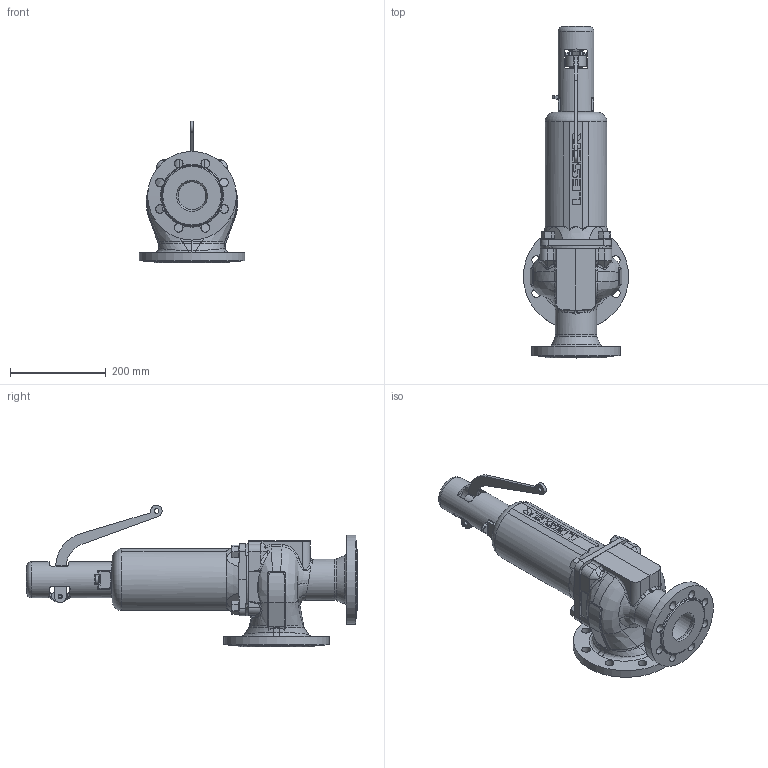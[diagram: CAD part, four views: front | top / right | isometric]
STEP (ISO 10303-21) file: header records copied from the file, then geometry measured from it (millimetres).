
FILE_DESCRIPTION(/* description */ (''),/* implementation_level */ '2;1');
FILE_NAME(/* name */ 'AT4539-441_106488.step',/* time_stamp */ '2025-08-06T16:17:07+02:00',/* author */ (''),/* organization */ (''),/* preprocessor_version */ 'ST-DEVELOPER v20.1',/* originating_system */ 'Autodesk Translation Framework v14.10.0.0',/* authorisation */ '');
FILE_SCHEMA (('AUTOMOTIVE_DESIGN { 1 0 10303 214 3 1 1 }'));
Products named in the file (8): 10000570097_G3D_000_ASM; 10000498857_G3D_000; 10000459095_G3D_000; 10000458128_G3D_000_ASM; 10000458129_G3D_000; 10000458130_G3D_000; 10000458131_G3D_000; 10000459096_G3D_000
Assembly tree (10 placements, depth 3):
  10000570097_G3D_000_ASM
    10000498857_G3D_000
    10000459095_G3D_000
    10000459096_G3D_000  x4
    10000458128_G3D_000_ASM
      10000458129_G3D_000
      10000458130_G3D_000
      10000458131_G3D_000
Bounding box: 220 x 693 x 295.6 mm (x, y, z)
Volume: 6538352.7 mm3; surface area: 645348.8 mm2
Topology: 9 solids, 9 shells, 771 faces, 1982 edges, 1228 vertices
Faces by surface type: plane 238, bspline 219, cylinder 177, cone 102, torus 27, sphere 8
Full cylindrical faces by diameter (mm): 7 x3, 8 x6, 8.5 x2, 10 x1, 16 x8, 18 x20, 24.117 x1, 54 x1, 58 x2, 60 x1, 63 x1, 65 x1, 69 x1, 75 x1, 86 x1, 100 x1, 103 x1, 110 x1, 118 x1, 130 x2, 185 x1, 220 x1
Entity records: 51743 total; most frequent: CARTESIAN_POINT 36366, ORIENTED_EDGE 3582, DIRECTION 2628, EDGE_CURVE 1791, VERTEX_POINT 1114, AXIS2_PLACEMENT_3D 1035, EDGE_LOOP 753, FACE_OUTER_BOUND 690
